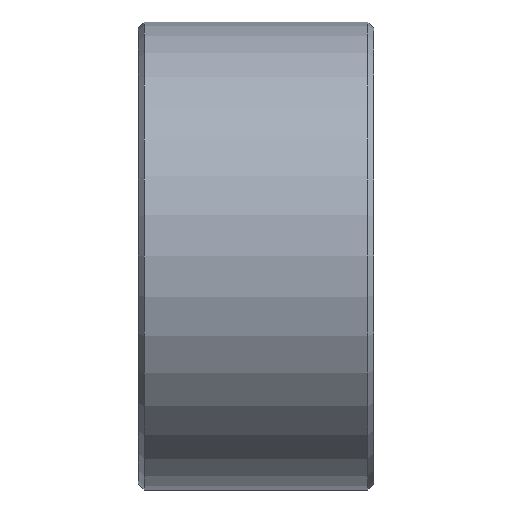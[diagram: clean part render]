
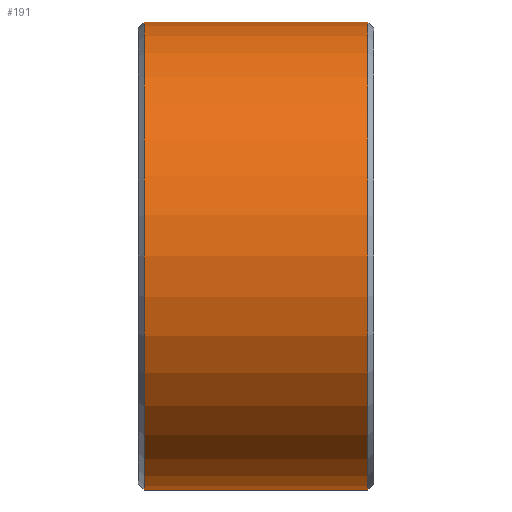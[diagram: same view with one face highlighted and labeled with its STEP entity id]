
A CAD part, left-side view. The second image highlights one B-rep face of the part: STEP entity #191.
In plain terms, the highlighted cylindrical face has radius 3.975 mm (diameter 7.95 mm), a partial arc.
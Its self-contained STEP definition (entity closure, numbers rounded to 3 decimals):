
#3 = EDGE_LOOP ( 'NONE', ( #9, #381, #250, #134 ) ) ;
#9 = ORIENTED_EDGE ( 'NONE', *, *, #417, .F. ) ;
#10 = CARTESIAN_POINT ( 'NONE',  ( 0., -1.9, 3.975 ) ) ;
#19 = DIRECTION ( 'NONE',  ( 0., 0., 1. ) ) ;
#36 = CIRCLE ( 'NONE', #413, 3.975 ) ;
#37 = VERTEX_POINT ( 'NONE', #294 ) ;
#54 = CARTESIAN_POINT ( 'NONE',  ( 0., 2., -3.975 ) ) ;
#57 = CARTESIAN_POINT ( 'NONE',  ( 0., 2., 0. ) ) ;
#84 = LINE ( 'NONE', #54, #133 ) ;
#91 = DIRECTION ( 'NONE',  ( 0., -1., 0. ) ) ;
#116 = DIRECTION ( 'NONE',  ( 0., 1., 0. ) ) ;
#126 = DIRECTION ( 'NONE',  ( 0., 0., 1. ) ) ;
#133 = VECTOR ( 'NONE', #91, 1000. ) ;
#134 = ORIENTED_EDGE ( 'NONE', *, *, #385, .T. ) ;
#136 = CIRCLE ( 'NONE', #202, 3.975 ) ;
#173 = EDGE_CURVE ( 'NONE', #37, #340, #84, .T. ) ;
#177 = EDGE_CURVE ( 'NONE', #200, #37, #36, .T. ) ;
#191 = ADVANCED_FACE ( 'NONE', ( #254 ), #410, .T. ) ;
#192 = DIRECTION ( 'NONE',  ( 0., 0., -1. ) ) ;
#200 = VERTEX_POINT ( 'NONE', #371 ) ;
#202 = AXIS2_PLACEMENT_3D ( 'NONE', #285, #116, #126 ) ;
#204 = LINE ( 'NONE', #230, #307 ) ;
#212 = AXIS2_PLACEMENT_3D ( 'NONE', #57, #367, #192 ) ;
#222 = DIRECTION ( 'NONE',  ( 0., -1., 0. ) ) ;
#229 = DIRECTION ( 'NONE',  ( 0., -1., 0. ) ) ;
#230 = CARTESIAN_POINT ( 'NONE',  ( 0., 2., 3.975 ) ) ;
#250 = ORIENTED_EDGE ( 'NONE', *, *, #173, .T. ) ;
#254 = FACE_OUTER_BOUND ( 'NONE', #3, .T. ) ;
#285 = CARTESIAN_POINT ( 'NONE',  ( 0., -1.9, 0. ) ) ;
#289 = CARTESIAN_POINT ( 'NONE',  ( 0., -1.9, -3.975 ) ) ;
#294 = CARTESIAN_POINT ( 'NONE',  ( 0., 1.9, -3.975 ) ) ;
#307 = VECTOR ( 'NONE', #222, 1000. ) ;
#334 = CARTESIAN_POINT ( 'NONE',  ( 0., 1.9, 0. ) ) ;
#340 = VERTEX_POINT ( 'NONE', #289 ) ;
#364 = VERTEX_POINT ( 'NONE', #10 ) ;
#367 = DIRECTION ( 'NONE',  ( 0., -1., 0. ) ) ;
#371 = CARTESIAN_POINT ( 'NONE',  ( 0., 1.9, 3.975 ) ) ;
#381 = ORIENTED_EDGE ( 'NONE', *, *, #177, .T. ) ;
#385 = EDGE_CURVE ( 'NONE', #340, #364, #136, .T. ) ;
#410 = CYLINDRICAL_SURFACE ( 'NONE', #212, 3.975 ) ;
#413 = AXIS2_PLACEMENT_3D ( 'NONE', #334, #229, #19 ) ;
#417 = EDGE_CURVE ( 'NONE', #200, #364, #204, .T. ) ;
